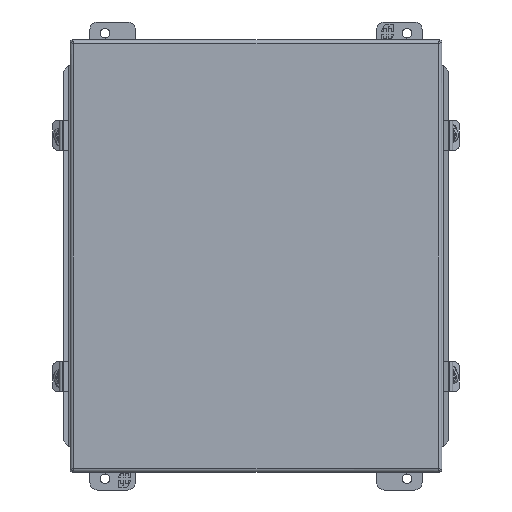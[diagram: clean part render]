
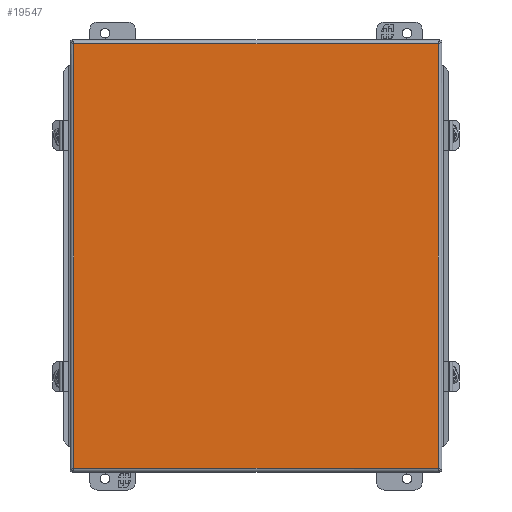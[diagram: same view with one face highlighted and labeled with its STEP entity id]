
A CAD part, front view. The second image highlights one B-rep face of the part: STEP entity #19547.
In plain terms, the highlighted planar face has unit normal (0, -1, 0).
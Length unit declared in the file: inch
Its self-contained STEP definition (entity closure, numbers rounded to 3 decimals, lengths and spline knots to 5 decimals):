
#791 = LINE ( 'NONE', #7186, #17357 ) ;
#1680 = DIRECTION ( 'NONE',  ( -1., 0., 0. ) ) ;
#2525 = LINE ( 'NONE', #27380, #35681 ) ;
#2863 = VERTEX_POINT ( 'NONE', #4137 ) ;
#4137 = CARTESIAN_POINT ( 'NONE',  ( 6.0378, -6.19685, -7.0378 ) ) ;
#5836 = EDGE_LOOP ( 'NONE', ( #10998, #9440, #12007, #33184 ) ) ;
#7186 = CARTESIAN_POINT ( 'NONE',  ( 6.15591, -6.19685, -7.0378 ) ) ;
#9325 = CARTESIAN_POINT ( 'NONE',  ( -6.0378, -6.19685, 7.0378 ) ) ;
#9440 = ORIENTED_EDGE ( 'NONE', *, *, #25011, .T. ) ;
#10657 = CARTESIAN_POINT ( 'NONE',  ( 0., -6.19685, 0. ) ) ;
#10997 = DIRECTION ( 'NONE',  ( 0., -1., 0. ) ) ;
#10998 = ORIENTED_EDGE ( 'NONE', *, *, #27073, .T. ) ;
#12007 = ORIENTED_EDGE ( 'NONE', *, *, #27902, .T. ) ;
#13041 = EDGE_CURVE ( 'NONE', #30339, #22897, #30847, .T. ) ;
#14104 = CARTESIAN_POINT ( 'NONE',  ( -6.0378, -6.19685, -7.0378 ) ) ;
#14198 = AXIS2_PLACEMENT_3D ( 'NONE', #10657, #10997, #19224 ) ;
#15752 = DIRECTION ( 'NONE',  ( 1., 0., 0. ) ) ;
#17357 = VECTOR ( 'NONE', #15752, 39.37008 ) ;
#17469 = VECTOR ( 'NONE', #29269, 39.37008 ) ;
#19224 = DIRECTION ( 'NONE',  ( 0., 0., -1. ) ) ;
#19547 = ADVANCED_FACE ( 'NONE', ( #25356 ), #22353, .T. ) ;
#21547 = CARTESIAN_POINT ( 'NONE',  ( -6.15591, -6.19685, 7.0378 ) ) ;
#22353 = PLANE ( 'NONE',  #14198 ) ;
#22897 = VERTEX_POINT ( 'NONE', #9325 ) ;
#23411 = VECTOR ( 'NONE', #1680, 39.37008 ) ;
#24408 = CARTESIAN_POINT ( 'NONE',  ( 6.0378, -6.19685, 7.0378 ) ) ;
#25011 = EDGE_CURVE ( 'NONE', #25662, #2863, #791, .T. ) ;
#25356 = FACE_OUTER_BOUND ( 'NONE', #5836, .T. ) ;
#25662 = VERTEX_POINT ( 'NONE', #14104 ) ;
#26936 = CARTESIAN_POINT ( 'NONE',  ( -6.0378, -6.19685, -7.15591 ) ) ;
#27073 = EDGE_CURVE ( 'NONE', #22897, #25662, #34919, .T. ) ;
#27380 = CARTESIAN_POINT ( 'NONE',  ( 6.0378, -6.19685, 7.15591 ) ) ;
#27902 = EDGE_CURVE ( 'NONE', #2863, #30339, #2525, .T. ) ;
#29269 = DIRECTION ( 'NONE',  ( 0., 0., -1. ) ) ;
#30339 = VERTEX_POINT ( 'NONE', #24408 ) ;
#30847 = LINE ( 'NONE', #21547, #23411 ) ;
#33184 = ORIENTED_EDGE ( 'NONE', *, *, #13041, .T. ) ;
#34919 = LINE ( 'NONE', #26936, #17469 ) ;
#35681 = VECTOR ( 'NONE', #35682, 39.37008 ) ;
#35682 = DIRECTION ( 'NONE',  ( 0., 0., 1. ) ) ;
